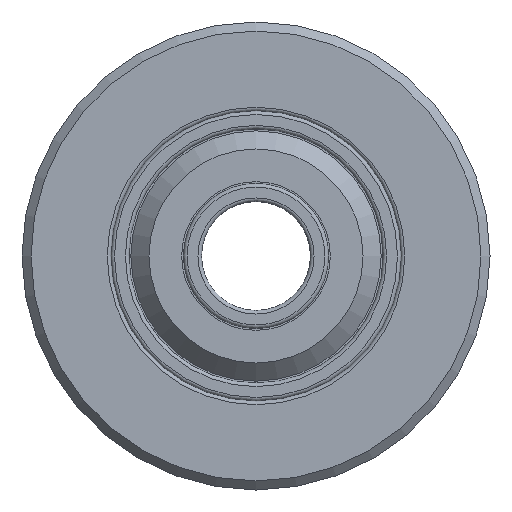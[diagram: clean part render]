
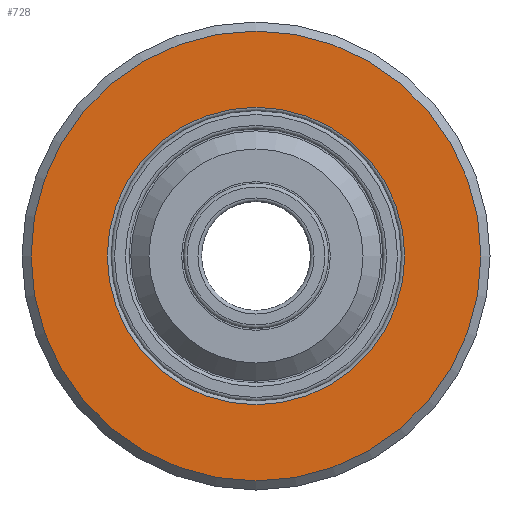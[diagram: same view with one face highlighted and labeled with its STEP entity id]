
A CAD part, front view. The second image highlights one B-rep face of the part: STEP entity #728.
In plain terms, the highlighted planar face has unit normal (0, -1, 0).
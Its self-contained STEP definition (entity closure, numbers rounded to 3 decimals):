
#98=FACE_BOUND('',#212,.T.);
#114=PLANE('',#863);
#153=FACE_OUTER_BOUND('',#211,.T.);
#211=EDGE_LOOP('',(#612));
#212=EDGE_LOOP('',(#613,#614));
#285=CIRCLE('',#862,6.2);
#286=CIRCLE('',#864,4.1);
#287=CIRCLE('',#865,4.1);
#353=VERTEX_POINT('',#1328);
#354=VERTEX_POINT('',#1332);
#355=VERTEX_POINT('',#1333);
#442=EDGE_CURVE('',#353,#353,#285,.T.);
#443=EDGE_CURVE('',#354,#355,#286,.T.);
#444=EDGE_CURVE('',#355,#354,#287,.T.);
#612=ORIENTED_EDGE('',*,*,#442,.F.);
#613=ORIENTED_EDGE('',*,*,#443,.F.);
#614=ORIENTED_EDGE('',*,*,#444,.F.);
#728=ADVANCED_FACE('',(#153,#98),#114,.T.);
#862=AXIS2_PLACEMENT_3D('',#1330,#1101,#1102);
#863=AXIS2_PLACEMENT_3D('',#1331,#1103,#1104);
#864=AXIS2_PLACEMENT_3D('',#1334,#1105,#1106);
#865=AXIS2_PLACEMENT_3D('',#1335,#1107,#1108);
#1101=DIRECTION('center_axis',(0.,1.,0.));
#1102=DIRECTION('ref_axis',(1.,0.,0.));
#1103=DIRECTION('center_axis',(0.,-1.,0.));
#1104=DIRECTION('ref_axis',(0.,0.,-1.));
#1105=DIRECTION('center_axis',(0.,-1.,0.));
#1106=DIRECTION('ref_axis',(1.,0.,0.));
#1107=DIRECTION('center_axis',(0.,-1.,0.));
#1108=DIRECTION('ref_axis',(1.,0.,0.));
#1328=CARTESIAN_POINT('',(-6.2,-4.3,0.));
#1330=CARTESIAN_POINT('Origin',(0.,-4.3,0.));
#1331=CARTESIAN_POINT('Origin',(0.,-4.3,0.));
#1332=CARTESIAN_POINT('',(-4.1,-4.3,0.));
#1333=CARTESIAN_POINT('',(0.,-4.3,4.1));
#1334=CARTESIAN_POINT('Origin',(0.,-4.3,0.));
#1335=CARTESIAN_POINT('Origin',(0.,-4.3,0.));
